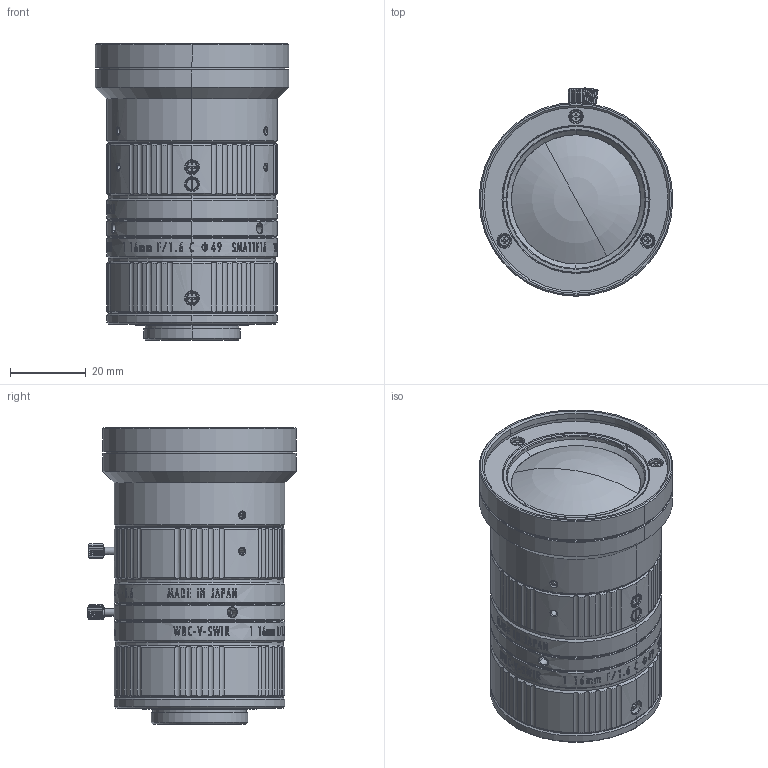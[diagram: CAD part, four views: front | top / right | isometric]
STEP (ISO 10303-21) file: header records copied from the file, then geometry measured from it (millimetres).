
FILE_DESCRIPTION(('CATIA V5 STEP Exchange'),'2;1');
FILE_NAME('XC016E0000-070-XC016E0000(SMA11F16).stp','2024-09-12T08:10:34+00:00',('none'),('none'),'CATIA Version 5-6 Release 2017 SP5 HF45','CATIA V5 STEP AP203','none');
FILE_SCHEMA(('CONFIG_CONTROL_DESIGN'));
Products named in the file (1): XC016E0000-070-XC016E0000外観3Dデータ
Bounding box: 51 x 54.97 x 78.12 mm (x, y, z)
Volume: 116540.7 mm3; surface area: 17580.4 mm2
Topology: 1 solids, 1 shells, 1813 faces, 4786 edges, 3143 vertices
Faces by surface type: bspline 855, cylinder 315, plane 311, cone 164, extrusion 138, torus 26, sphere 4
Entity records: 73212 total; most frequent: CARTESIAN_POINT 38191, ORIENTED_EDGE 9564, EDGE_CURVE 4782, B_SPLINE_CURVE_WITH_KNOTS 3360, VERTEX_POINT 3143, DIRECTION 2894, EDGE_LOOP 1985, ADVANCED_FACE 1813
